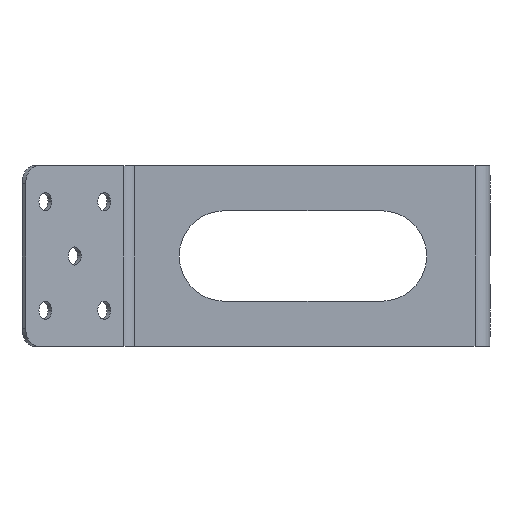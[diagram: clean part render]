
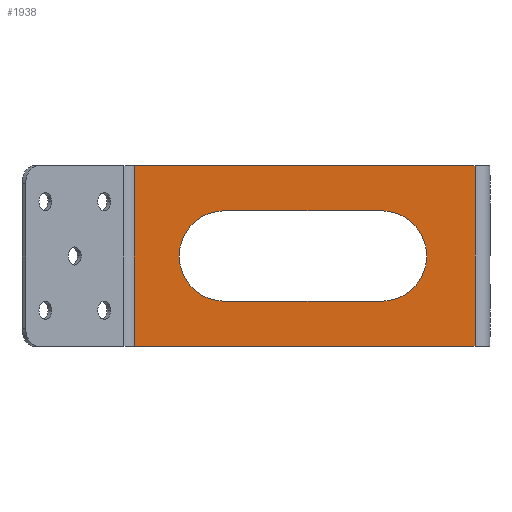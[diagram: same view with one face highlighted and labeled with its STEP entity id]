
A CAD part, left-side view. The second image highlights one B-rep face of the part: STEP entity #1938.
In plain terms, the highlighted planar face has unit normal (-1, 0, 0).
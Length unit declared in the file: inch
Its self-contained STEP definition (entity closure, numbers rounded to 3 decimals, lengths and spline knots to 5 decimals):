
#25 = CARTESIAN_POINT ( 'NONE',  ( -2., 0.10359, -0.625 ) ) ;
#41 = CARTESIAN_POINT ( 'NONE',  ( -2., 0.75, 0. ) ) ;
#77 = AXIS2_PLACEMENT_3D ( 'NONE', #1698, #612, #744 ) ;
#114 = VECTOR ( 'NONE', #1872, 39.37008 ) ;
#118 = PLANE ( 'NONE',  #77 ) ;
#138 = VERTEX_POINT ( 'NONE', #1365 ) ;
#144 = LINE ( 'NONE', #764, #426 ) ;
#162 = CIRCLE ( 'NONE', #2025, 0.3125 ) ;
#188 = VERTEX_POINT ( 'NONE', #1531 ) ;
#290 = DIRECTION ( 'NONE',  ( 0., 1., 0. ) ) ;
#328 = VERTEX_POINT ( 'NONE', #742 ) ;
#407 = ORIENTED_EDGE ( 'NONE', *, *, #1001, .F. ) ;
#415 = EDGE_CURVE ( 'NONE', #1234, #693, #642, .T. ) ;
#426 = VECTOR ( 'NONE', #290, 39.37008 ) ;
#461 = DIRECTION ( 'NONE',  ( 0., 1., 0. ) ) ;
#500 = VECTOR ( 'NONE', #567, 39.37008 ) ;
#519 = DIRECTION ( 'NONE',  ( -1., 0., 0. ) ) ;
#555 = EDGE_LOOP ( 'NONE', ( #407, #1400, #1409, #1555 ) ) ;
#566 = CARTESIAN_POINT ( 'NONE',  ( -2., 1.83358, 0. ) ) ;
#567 = DIRECTION ( 'NONE',  ( 0., 0., -1. ) ) ;
#587 = AXIS2_PLACEMENT_3D ( 'NONE', #41, #519, #1143 ) ;
#612 = DIRECTION ( 'NONE',  ( -1., 0., 0. ) ) ;
#642 = LINE ( 'NONE', #25, #114 ) ;
#650 = VERTEX_POINT ( 'NONE', #839 ) ;
#693 = VERTEX_POINT ( 'NONE', #1205 ) ;
#708 = ORIENTED_EDGE ( 'NONE', *, *, #415, .F. ) ;
#713 = VERTEX_POINT ( 'NONE', #1347 ) ;
#742 = CARTESIAN_POINT ( 'NONE',  ( -2., 0.75, -0.3125 ) ) ;
#744 = DIRECTION ( 'NONE',  ( 0., 0., 1. ) ) ;
#764 = CARTESIAN_POINT ( 'NONE',  ( -2., 0.10359, 0.3125 ) ) ;
#839 = CARTESIAN_POINT ( 'NONE',  ( -2., 0.75, 0.3125 ) ) ;
#916 = DIRECTION ( 'NONE',  ( 0., -1., 0. ) ) ;
#956 = ORIENTED_EDGE ( 'NONE', *, *, #1533, .T. ) ;
#1001 = EDGE_CURVE ( 'NONE', #328, #650, #1336, .T. ) ;
#1049 = DIRECTION ( 'NONE',  ( -1., 0., 0. ) ) ;
#1061 = EDGE_CURVE ( 'NONE', #138, #1695, #162, .T. ) ;
#1074 = FACE_BOUND ( 'NONE', #555, .T. ) ;
#1083 = VECTOR ( 'NONE', #461, 39.37008 ) ;
#1123 = EDGE_CURVE ( 'NONE', #650, #138, #144, .T. ) ;
#1143 = DIRECTION ( 'NONE',  ( 0., 0., 1. ) ) ;
#1205 = CARTESIAN_POINT ( 'NONE',  ( -2., 2.45858, -0.625 ) ) ;
#1212 = EDGE_CURVE ( 'NONE', #713, #693, #1997, .T. ) ;
#1234 = VERTEX_POINT ( 'NONE', #2015 ) ;
#1241 = LINE ( 'NONE', #1866, #1083 ) ;
#1315 = LINE ( 'NONE', #1828, #500 ) ;
#1324 = EDGE_CURVE ( 'NONE', #188, #1234, #1315, .T. ) ;
#1336 = CIRCLE ( 'NONE', #587, 0.3125 ) ;
#1347 = CARTESIAN_POINT ( 'NONE',  ( -2., 2.45858, 0.625 ) ) ;
#1365 = CARTESIAN_POINT ( 'NONE',  ( -2., 1.83358, 0.3125 ) ) ;
#1379 = LINE ( 'NONE', #2027, #1684 ) ;
#1389 = DIRECTION ( 'NONE',  ( 0., 0., -1. ) ) ;
#1400 = ORIENTED_EDGE ( 'NONE', *, *, #1865, .F. ) ;
#1409 = ORIENTED_EDGE ( 'NONE', *, *, #1061, .F. ) ;
#1443 = EDGE_LOOP ( 'NONE', ( #708, #1924, #956, #1799 ) ) ;
#1531 = CARTESIAN_POINT ( 'NONE',  ( -2., 0.10359, 0.625 ) ) ;
#1533 = EDGE_CURVE ( 'NONE', #188, #713, #1241, .T. ) ;
#1555 = ORIENTED_EDGE ( 'NONE', *, *, #1123, .F. ) ;
#1571 = CARTESIAN_POINT ( 'NONE',  ( -2., 1.83358, -0.3125 ) ) ;
#1684 = VECTOR ( 'NONE', #916, 39.37008 ) ;
#1695 = VERTEX_POINT ( 'NONE', #1571 ) ;
#1698 = CARTESIAN_POINT ( 'NONE',  ( -2., 0.10359, 0.625 ) ) ;
#1714 = VECTOR ( 'NONE', #1389, 39.37008 ) ;
#1799 = ORIENTED_EDGE ( 'NONE', *, *, #1212, .T. ) ;
#1828 = CARTESIAN_POINT ( 'NONE',  ( -2., 0.10359, 0.625 ) ) ;
#1855 = FACE_OUTER_BOUND ( 'NONE', #1443, .T. ) ;
#1865 = EDGE_CURVE ( 'NONE', #1695, #328, #1379, .T. ) ;
#1866 = CARTESIAN_POINT ( 'NONE',  ( -2., 0.10359, 0.625 ) ) ;
#1872 = DIRECTION ( 'NONE',  ( 0., 1., 0. ) ) ;
#1924 = ORIENTED_EDGE ( 'NONE', *, *, #1324, .F. ) ;
#1938 = ADVANCED_FACE ( 'NONE', ( #1074, #1855 ), #118, .T. ) ;
#1982 = DIRECTION ( 'NONE',  ( 0., 0., 1. ) ) ;
#1986 = CARTESIAN_POINT ( 'NONE',  ( -2., 2.45858, 0.625 ) ) ;
#1997 = LINE ( 'NONE', #1986, #1714 ) ;
#2015 = CARTESIAN_POINT ( 'NONE',  ( -2., 0.10359, -0.625 ) ) ;
#2025 = AXIS2_PLACEMENT_3D ( 'NONE', #566, #1049, #1982 ) ;
#2027 = CARTESIAN_POINT ( 'NONE',  ( -2., 0.10359, -0.3125 ) ) ;
